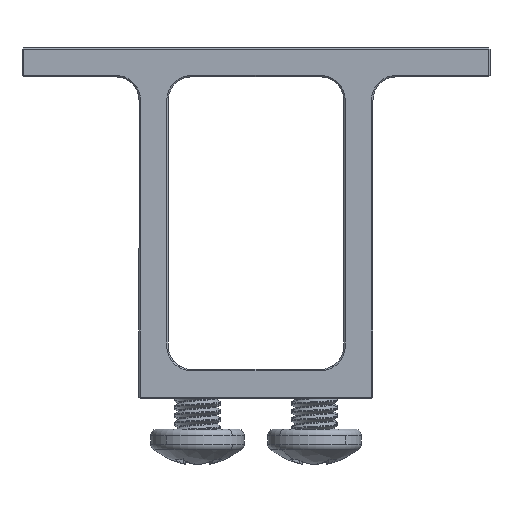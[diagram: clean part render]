
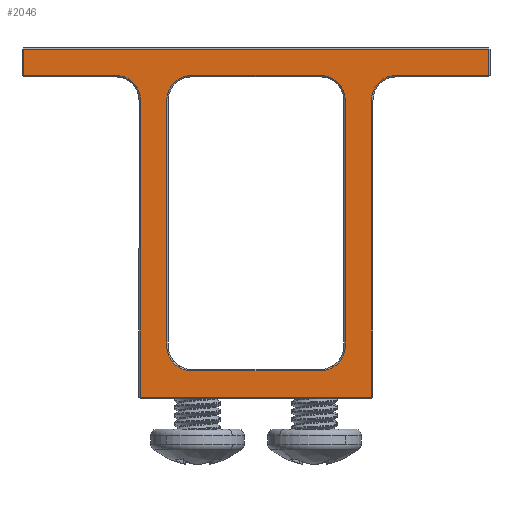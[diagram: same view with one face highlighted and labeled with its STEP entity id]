
A CAD part, front view. The second image highlights one B-rep face of the part: STEP entity #2046.
In plain terms, the highlighted planar face has unit normal (0, -1, 0).
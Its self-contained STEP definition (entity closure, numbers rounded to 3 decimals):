
#12 = ORIENTED_EDGE ( 'NONE', *, *, #3561, .T. ) ;
#47 = ORIENTED_EDGE ( 'NONE', *, *, #8647, .T. ) ;
#95 = ORIENTED_EDGE ( 'NONE', *, *, #8962, .T. ) ;
#120 = CARTESIAN_POINT ( 'NONE',  ( -7.625, 0., 5.5 ) ) ;
#239 = CARTESIAN_POINT ( 'NONE',  ( 19.875, 0., 0. ) ) ;
#577 = CARTESIAN_POINT ( 'NONE',  ( 9.875, 0., 0. ) ) ;
#693 = CARTESIAN_POINT ( 'NONE',  ( -12., 0., 7.625 ) ) ;
#859 = DIRECTION ( 'NONE',  ( 1., 0., 0. ) ) ;
#922 = CARTESIAN_POINT ( 'NONE',  ( 5.5, 0., -15.5 ) ) ;
#1035 = EDGE_CURVE ( 'NONE', #7876, #15436, #9654, .T. ) ;
#1043 = CARTESIAN_POINT ( 'NONE',  ( 5.5, 0., 5.5 ) ) ;
#1158 = DIRECTION ( 'NONE',  ( 0., 1., 0. ) ) ;
#1270 = LINE ( 'NONE', #2021, #3933 ) ;
#1449 = CARTESIAN_POINT ( 'NONE',  ( 0., 0., 0. ) ) ;
#1497 = LINE ( 'NONE', #10142, #14005 ) ;
#1685 = VECTOR ( 'NONE', #14329, 1000. ) ;
#1693 = CARTESIAN_POINT ( 'NONE',  ( 9.875, 0., -19.875 ) ) ;
#1706 = DIRECTION ( 'NONE',  ( 0., 1., 0. ) ) ;
#1816 = EDGE_CURVE ( 'NONE', #7287, #15443, #1497, .T. ) ;
#1889 = CARTESIAN_POINT ( 'NONE',  ( -12., 0., 5.5 ) ) ;
#1992 = CARTESIAN_POINT ( 'NONE',  ( -7.625, 0., -15.5 ) ) ;
#2021 = CARTESIAN_POINT ( 'NONE',  ( 0., 0., 7.625 ) ) ;
#2046 = ADVANCED_FACE ( 'NONE', ( #11350, #7921 ), #7496, .F. ) ;
#2187 = DIRECTION ( 'NONE',  ( 0., 1., 0. ) ) ;
#2306 = LINE ( 'NONE', #14530, #15633 ) ;
#2452 = CARTESIAN_POINT ( 'NONE',  ( 12., 0., 7.625 ) ) ;
#2506 = LINE ( 'NONE', #14087, #12725 ) ;
#2560 = VERTEX_POINT ( 'NONE', #8436 ) ;
#2576 = DIRECTION ( 'NONE',  ( 0., 0., 1. ) ) ;
#2599 = CIRCLE ( 'NONE', #3671, 2.125 ) ;
#2645 = VERTEX_POINT ( 'NONE', #10856 ) ;
#2752 = AXIS2_PLACEMENT_3D ( 'NONE', #1449, #9710, #3725 ) ;
#2823 = ORIENTED_EDGE ( 'NONE', *, *, #4504, .T. ) ;
#2837 = LINE ( 'NONE', #239, #6275 ) ;
#2853 = AXIS2_PLACEMENT_3D ( 'NONE', #922, #2187, #9610 ) ;
#3176 = DIRECTION ( 'NONE',  ( 0., 0., 1. ) ) ;
#3328 = VERTEX_POINT ( 'NONE', #4868 ) ;
#3470 = VERTEX_POINT ( 'NONE', #1693 ) ;
#3495 = ORIENTED_EDGE ( 'NONE', *, *, #6002, .T. ) ;
#3561 = EDGE_CURVE ( 'NONE', #3470, #2645, #10756, .T. ) ;
#3671 = AXIS2_PLACEMENT_3D ( 'NONE', #1043, #15496, #14185 ) ;
#3725 = DIRECTION ( 'NONE',  ( 0., 0., 1. ) ) ;
#3933 = VECTOR ( 'NONE', #859, 1000. ) ;
#4088 = DIRECTION ( 'NONE',  ( 1., 0., 0. ) ) ;
#4123 = VECTOR ( 'NONE', #2576, 1000. ) ;
#4166 = CARTESIAN_POINT ( 'NONE',  ( -9.875, 0., -20. ) ) ;
#4312 = CIRCLE ( 'NONE', #2853, 2.125 ) ;
#4504 = EDGE_CURVE ( 'NONE', #11444, #3328, #11703, .T. ) ;
#4632 = CARTESIAN_POINT ( 'NONE',  ( -19.875, 0., 7.5 ) ) ;
#4711 = CIRCLE ( 'NONE', #9363, 2.125 ) ;
#4725 = ORIENTED_EDGE ( 'NONE', *, *, #7437, .T. ) ;
#4868 = CARTESIAN_POINT ( 'NONE',  ( -7.625, 0., 5.5 ) ) ;
#5024 = ORIENTED_EDGE ( 'NONE', *, *, #5980, .T. ) ;
#5060 = EDGE_LOOP ( 'NONE', ( #12, #6793, #7656, #95, #8206, #47, #14250, #12584, #4725, #5024 ) ) ;
#5302 = VECTOR ( 'NONE', #5392, 1000. ) ;
#5392 = DIRECTION ( 'NONE',  ( -1., 0., 0. ) ) ;
#5532 = CARTESIAN_POINT ( 'NONE',  ( -19.875, 0., 7.625 ) ) ;
#5560 = EDGE_CURVE ( 'NONE', #15443, #8164, #9526, .T. ) ;
#5647 = DIRECTION ( 'NONE',  ( 0., 1., 0. ) ) ;
#5665 = EDGE_CURVE ( 'NONE', #9893, #14300, #2506, .T. ) ;
#5980 = EDGE_CURVE ( 'NONE', #7630, #3470, #2306, .T. ) ;
#6002 = EDGE_CURVE ( 'NONE', #3328, #9893, #10840, .T. ) ;
#6275 = VECTOR ( 'NONE', #11076, 1000. ) ;
#6540 = DIRECTION ( 'NONE',  ( 0., 0., 1. ) ) ;
#6642 = DIRECTION ( 'NONE',  ( 0., 0., 1. ) ) ;
#6720 = DIRECTION ( 'NONE',  ( 0., 1., 0. ) ) ;
#6793 = ORIENTED_EDGE ( 'NONE', *, *, #7211, .T. ) ;
#6919 = VERTEX_POINT ( 'NONE', #10059 ) ;
#6938 = DIRECTION ( 'NONE',  ( -1., 0., 0. ) ) ;
#7045 = DIRECTION ( 'NONE',  ( 1., 0., 0. ) ) ;
#7143 = CARTESIAN_POINT ( 'NONE',  ( -5.5, 0., 5.5 ) ) ;
#7211 = EDGE_CURVE ( 'NONE', #2645, #8136, #10238, .T. ) ;
#7257 = ORIENTED_EDGE ( 'NONE', *, *, #5665, .T. ) ;
#7287 = VERTEX_POINT ( 'NONE', #5532 ) ;
#7374 = VECTOR ( 'NONE', #6938, 1000. ) ;
#7437 = EDGE_CURVE ( 'NONE', #8164, #7630, #15196, .T. ) ;
#7496 = PLANE ( 'NONE',  #2752 ) ;
#7589 = AXIS2_PLACEMENT_3D ( 'NONE', #12630, #1706, #6642 ) ;
#7630 = VERTEX_POINT ( 'NONE', #8020 ) ;
#7656 = ORIENTED_EDGE ( 'NONE', *, *, #13008, .T. ) ;
#7790 = CARTESIAN_POINT ( 'NONE',  ( -5.5, 0., 7.625 ) ) ;
#7836 = DIRECTION ( 'NONE',  ( 0., 0., -1. ) ) ;
#7876 = VERTEX_POINT ( 'NONE', #10825 ) ;
#7917 = LINE ( 'NONE', #9220, #7374 ) ;
#7921 = FACE_OUTER_BOUND ( 'NONE', #5060, .T. ) ;
#8020 = CARTESIAN_POINT ( 'NONE',  ( -9.875, 0., -19.875 ) ) ;
#8111 = EDGE_LOOP ( 'NONE', ( #14661, #8821, #15025, #2823, #3495, #7257, #8398, #10070 ) ) ;
#8136 = VERTEX_POINT ( 'NONE', #2452 ) ;
#8164 = VERTEX_POINT ( 'NONE', #10159 ) ;
#8206 = ORIENTED_EDGE ( 'NONE', *, *, #9955, .T. ) ;
#8381 = DIRECTION ( 'NONE',  ( 0., 0., 1. ) ) ;
#8398 = ORIENTED_EDGE ( 'NONE', *, *, #12160, .T. ) ;
#8436 = CARTESIAN_POINT ( 'NONE',  ( 19.875, 0., 9.875 ) ) ;
#8647 = EDGE_CURVE ( 'NONE', #13757, #7287, #10037, .T. ) ;
#8821 = ORIENTED_EDGE ( 'NONE', *, *, #11277, .T. ) ;
#8962 = EDGE_CURVE ( 'NONE', #9881, #2560, #2837, .T. ) ;
#9103 = CARTESIAN_POINT ( 'NONE',  ( 19.875, 0., 7.625 ) ) ;
#9220 = CARTESIAN_POINT ( 'NONE',  ( -5.5, 0., -17.625 ) ) ;
#9363 = AXIS2_PLACEMENT_3D ( 'NONE', #14115, #5647, #11357 ) ;
#9526 = CIRCLE ( 'NONE', #12331, 2.125 ) ;
#9610 = DIRECTION ( 'NONE',  ( 0., 0., 1. ) ) ;
#9654 = LINE ( 'NONE', #14957, #10786 ) ;
#9687 = DIRECTION ( 'NONE',  ( 1., 0., 0. ) ) ;
#9710 = DIRECTION ( 'NONE',  ( 0., 1., 0. ) ) ;
#9881 = VERTEX_POINT ( 'NONE', #9103 ) ;
#9893 = VERTEX_POINT ( 'NONE', #7790 ) ;
#9955 = EDGE_CURVE ( 'NONE', #2560, #13757, #14421, .T. ) ;
#10037 = LINE ( 'NONE', #4632, #1685 ) ;
#10059 = CARTESIAN_POINT ( 'NONE',  ( -5.5, 0., -17.625 ) ) ;
#10070 = ORIENTED_EDGE ( 'NONE', *, *, #1035, .T. ) ;
#10142 = CARTESIAN_POINT ( 'NONE',  ( -12., 0., 7.625 ) ) ;
#10159 = CARTESIAN_POINT ( 'NONE',  ( -9.875, 0., 5.5 ) ) ;
#10238 = CIRCLE ( 'NONE', #7589, 2.125 ) ;
#10348 = CARTESIAN_POINT ( 'NONE',  ( 0., 0., 9.875 ) ) ;
#10359 = VECTOR ( 'NONE', #6540, 1000. ) ;
#10626 = VECTOR ( 'NONE', #13850, 1000. ) ;
#10756 = LINE ( 'NONE', #577, #10359 ) ;
#10786 = VECTOR ( 'NONE', #7836, 1000. ) ;
#10825 = CARTESIAN_POINT ( 'NONE',  ( 7.625, 0., 5.5 ) ) ;
#10840 = CIRCLE ( 'NONE', #11031, 2.125 ) ;
#10856 = CARTESIAN_POINT ( 'NONE',  ( 9.875, 0., 5.5 ) ) ;
#11031 = AXIS2_PLACEMENT_3D ( 'NONE', #7143, #1158, #8381 ) ;
#11076 = DIRECTION ( 'NONE',  ( 0., 0., 1. ) ) ;
#11253 = VERTEX_POINT ( 'NONE', #13976 ) ;
#11277 = EDGE_CURVE ( 'NONE', #11253, #6919, #7917, .T. ) ;
#11350 = FACE_BOUND ( 'NONE', #8111, .T. ) ;
#11357 = DIRECTION ( 'NONE',  ( 0., 0., 1. ) ) ;
#11444 = VERTEX_POINT ( 'NONE', #1992 ) ;
#11703 = LINE ( 'NONE', #120, #4123 ) ;
#12160 = EDGE_CURVE ( 'NONE', #14300, #7876, #2599, .T. ) ;
#12331 = AXIS2_PLACEMENT_3D ( 'NONE', #1889, #6720, #3176 ) ;
#12584 = ORIENTED_EDGE ( 'NONE', *, *, #5560, .T. ) ;
#12630 = CARTESIAN_POINT ( 'NONE',  ( 12., 0., 5.5 ) ) ;
#12725 = VECTOR ( 'NONE', #7045, 1000. ) ;
#12908 = EDGE_CURVE ( 'NONE', #6919, #11444, #4711, .T. ) ;
#13008 = EDGE_CURVE ( 'NONE', #8136, #9881, #1270, .T. ) ;
#13195 = EDGE_CURVE ( 'NONE', #15436, #11253, #4312, .T. ) ;
#13316 = CARTESIAN_POINT ( 'NONE',  ( 5.5, 0., 7.625 ) ) ;
#13692 = CARTESIAN_POINT ( 'NONE',  ( 7.625, 0., -15.5 ) ) ;
#13757 = VERTEX_POINT ( 'NONE', #15088 ) ;
#13850 = DIRECTION ( 'NONE',  ( 0., 0., -1. ) ) ;
#13976 = CARTESIAN_POINT ( 'NONE',  ( 5.5, 0., -17.625 ) ) ;
#14005 = VECTOR ( 'NONE', #4088, 1000. ) ;
#14087 = CARTESIAN_POINT ( 'NONE',  ( 5.5, 0., 7.625 ) ) ;
#14115 = CARTESIAN_POINT ( 'NONE',  ( -5.5, 0., -15.5 ) ) ;
#14185 = DIRECTION ( 'NONE',  ( 0., 0., 1. ) ) ;
#14250 = ORIENTED_EDGE ( 'NONE', *, *, #1816, .T. ) ;
#14300 = VERTEX_POINT ( 'NONE', #13316 ) ;
#14329 = DIRECTION ( 'NONE',  ( 0., 0., -1. ) ) ;
#14421 = LINE ( 'NONE', #10348, #5302 ) ;
#14530 = CARTESIAN_POINT ( 'NONE',  ( 0., 0., -19.875 ) ) ;
#14661 = ORIENTED_EDGE ( 'NONE', *, *, #13195, .T. ) ;
#14957 = CARTESIAN_POINT ( 'NONE',  ( 7.625, 0., 0. ) ) ;
#15025 = ORIENTED_EDGE ( 'NONE', *, *, #12908, .T. ) ;
#15088 = CARTESIAN_POINT ( 'NONE',  ( -19.875, 0., 9.875 ) ) ;
#15196 = LINE ( 'NONE', #4166, #10626 ) ;
#15436 = VERTEX_POINT ( 'NONE', #13692 ) ;
#15443 = VERTEX_POINT ( 'NONE', #693 ) ;
#15496 = DIRECTION ( 'NONE',  ( 0., 1., 0. ) ) ;
#15633 = VECTOR ( 'NONE', #9687, 1000. ) ;
